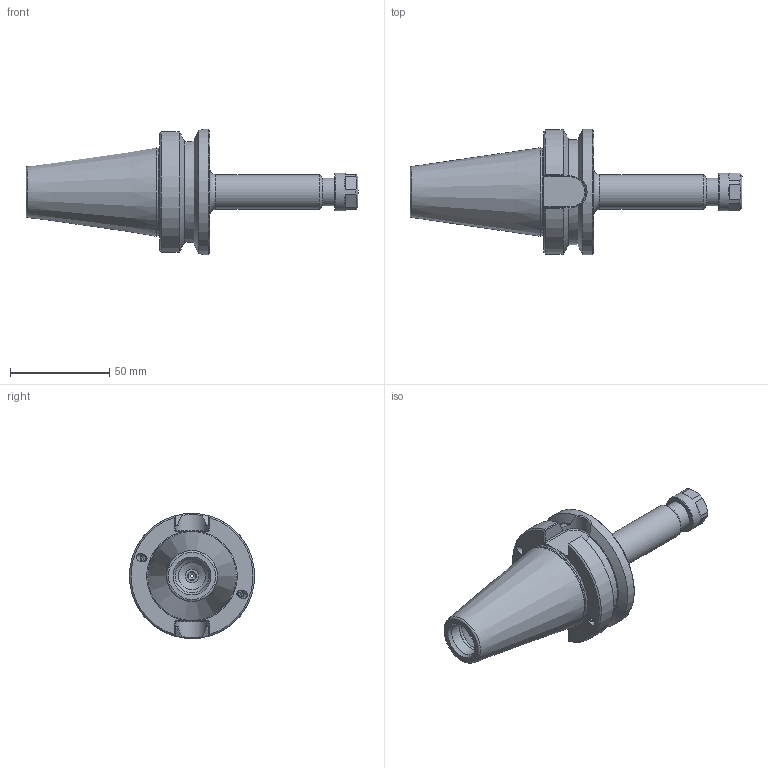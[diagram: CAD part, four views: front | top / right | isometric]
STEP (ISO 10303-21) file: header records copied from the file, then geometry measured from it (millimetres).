
FILE_DESCRIPTION(/* description */ ('ER11 CHK FLUSH X 4.00" AD/B'),/* implementation_level */ '2;1');
FILE_NAME(/* name */ 'B40BC-11ERF400.stp',/* time_stamp */ '2017-01-18T08:45:38-05:00',/* author */ ('davhar'),/* organization */ (''),/* preprocessor_version */ 'ST-DEVELOPER v16.1',/* originating_system */ 'Autodesk Inventor 2016',/* authorisation */ '');
FILE_SCHEMA (('AUTOMOTIVE_DESIGN { 1 0 10303 214 3 1 1 }'));
Length unit declared in the file: inch
Products named in the file (5): B40BC-11ERF400; 029-909; 029-965; 11ERHN; B40BC-11ERF400_1
Assembly tree (7 placements, depth 2):
  B40BC-11ERF400_1
    B40BC-11ERF400
    029-909
    029-965  x4
    11ERHN
Bounding box: 167 x 62.99 x 62.99 mm (x, y, z)
Volume: 133703.5 mm3; surface area: 30612 mm2
Topology: 7 solids, 7 shells, 207 faces, 486 edges, 310 vertices
Faces by surface type: plane 97, cylinder 50, cone 44, torus 10, sphere 4, bspline 2
Full cylindrical faces by diameter (mm): 1.524 x1, 3.3 x4, 4 x8, 4.1 x4, 4.2 x4, 6.782 x1, 7.938 x1, 8.128 x1, 8.509 x1, 11.811 x1, 13.335 x1, 13.843 x1, 14 x1, 14.351 x1, 17.013 x1, 17.475 x1, 17.623 x1, 19.05 x1, 43.942 x1, 62.992 x1
Entity records: 4649 total; most frequent: CARTESIAN_POINT 1063, DIRECTION 732, ORIENTED_EDGE 632, EDGE_CURVE 316, AXIS2_PLACEMENT_3D 305, EDGE_LOOP 240, VERTEX_POINT 232, FACE_OUTER_BOUND 159
